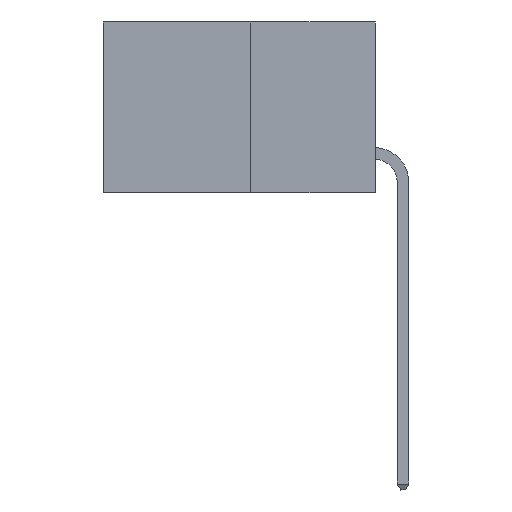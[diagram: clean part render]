
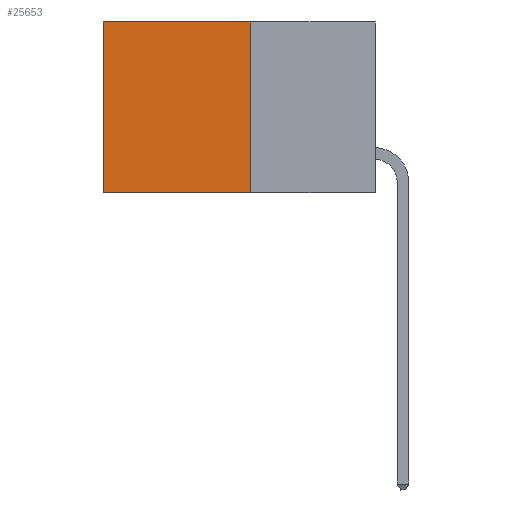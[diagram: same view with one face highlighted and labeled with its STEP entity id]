
A CAD part, left-side view. The second image highlights one B-rep face of the part: STEP entity #25653.
In plain terms, the highlighted planar face has unit normal (-1, 0, 0).
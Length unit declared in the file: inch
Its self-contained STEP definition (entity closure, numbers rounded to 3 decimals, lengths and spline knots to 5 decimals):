
#213 = CARTESIAN_POINT ( 'NONE',  ( 0.277, 0.59, 0. ) ) ;
#1645 = VECTOR ( 'NONE', #21752, 39.37008 ) ;
#1972 = CARTESIAN_POINT ( 'NONE',  ( 0.277, 0.27, 0. ) ) ;
#2288 = CARTESIAN_POINT ( 'NONE',  ( 0.277, 0.27, -0.37 ) ) ;
#2711 = DIRECTION ( 'NONE',  ( 0., 1., 0. ) ) ;
#6142 = PLANE ( 'NONE',  #14040 ) ;
#7459 = FACE_OUTER_BOUND ( 'NONE', #20391, .T. ) ;
#8463 = VECTOR ( 'NONE', #2711, 39.37008 ) ;
#10356 = ORIENTED_EDGE ( 'NONE', *, *, #27505, .F. ) ;
#11340 = ORIENTED_EDGE ( 'NONE', *, *, #16487, .T. ) ;
#12062 = VERTEX_POINT ( 'NONE', #28918 ) ;
#12280 = CARTESIAN_POINT ( 'NONE',  ( 0.277, 0.59, -0.37 ) ) ;
#12405 = EDGE_CURVE ( 'NONE', #24639, #12062, #16367, .T. ) ;
#13955 = CARTESIAN_POINT ( 'NONE',  ( 0.277, 0.27, -0.37 ) ) ;
#14040 = AXIS2_PLACEMENT_3D ( 'NONE', #13955, #31910, #16558 ) ;
#14074 = CARTESIAN_POINT ( 'NONE',  ( 0.277, 0.27, -0.37 ) ) ;
#14390 = ORIENTED_EDGE ( 'NONE', *, *, #14768, .F. ) ;
#14768 = EDGE_CURVE ( 'NONE', #31529, #12062, #28646, .T. ) ;
#14852 = DIRECTION ( 'NONE',  ( 0., 0., -1. ) ) ;
#15315 = LINE ( 'NONE', #18200, #8463 ) ;
#16367 = LINE ( 'NONE', #12280, #29235 ) ;
#16487 = EDGE_CURVE ( 'NONE', #29958, #24639, #15315, .T. ) ;
#16558 = DIRECTION ( 'NONE',  ( 0., 0., -1. ) ) ;
#18200 = CARTESIAN_POINT ( 'NONE',  ( 0.277, 0.27, 0. ) ) ;
#20391 = EDGE_LOOP ( 'NONE', ( #20990, #14390, #10356, #11340 ) ) ;
#20990 = ORIENTED_EDGE ( 'NONE', *, *, #12405, .T. ) ;
#21752 = DIRECTION ( 'NONE',  ( 0., 0., -1. ) ) ;
#23851 = CARTESIAN_POINT ( 'NONE',  ( 0.277, 0.27, -0.37 ) ) ;
#24639 = VERTEX_POINT ( 'NONE', #213 ) ;
#25497 = DIRECTION ( 'NONE',  ( 0., 1., 0. ) ) ;
#25653 = ADVANCED_FACE ( 'NONE', ( #7459 ), #6142, .F. ) ;
#27505 = EDGE_CURVE ( 'NONE', #29958, #31529, #29047, .T. ) ;
#28646 = LINE ( 'NONE', #2288, #29463 ) ;
#28918 = CARTESIAN_POINT ( 'NONE',  ( 0.277, 0.59, -0.37 ) ) ;
#29047 = LINE ( 'NONE', #14074, #1645 ) ;
#29235 = VECTOR ( 'NONE', #14852, 39.37008 ) ;
#29463 = VECTOR ( 'NONE', #25497, 39.37008 ) ;
#29958 = VERTEX_POINT ( 'NONE', #1972 ) ;
#31529 = VERTEX_POINT ( 'NONE', #23851 ) ;
#31910 = DIRECTION ( 'NONE',  ( 1., 0., 0. ) ) ;
